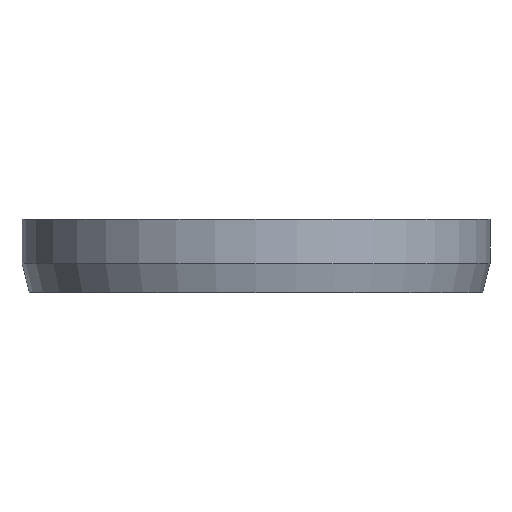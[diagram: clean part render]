
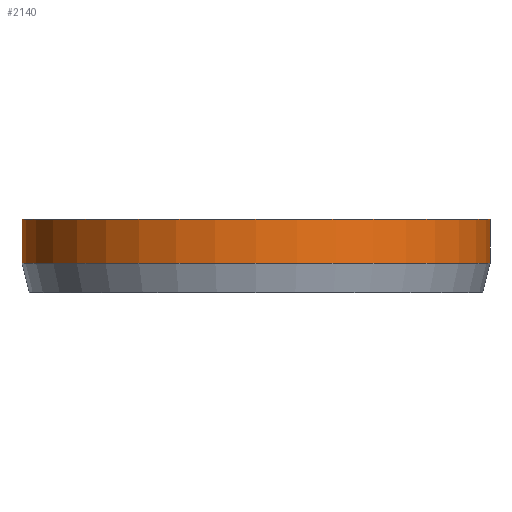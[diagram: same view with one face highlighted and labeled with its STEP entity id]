
A CAD part, front view. The second image highlights one B-rep face of the part: STEP entity #2140.
In plain terms, the highlighted cylindrical face has radius 80 mm (diameter 160 mm), a full revolution.
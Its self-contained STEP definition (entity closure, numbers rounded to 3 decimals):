
#1293 = PLANE('',#1294);
#1294 = AXIS2_PLACEMENT_3D('',#1295,#1296,#1297);
#1295 = CARTESIAN_POINT('',(0.,0.,20.));
#1296 = DIRECTION('',(0.,0.,-1.));
#1297 = DIRECTION('',(1.,0.,0.));
#1688 = EDGE_CURVE('',#1689,#1689,#1691,.T.);
#1689 = VERTEX_POINT('',#1690);
#1690 = CARTESIAN_POINT('',(80.,0.,20.));
#1691 = SURFACE_CURVE('',#1692,(#1697,#1704),.PCURVE_S1.);
#1692 = CIRCLE('',#1693,80.);
#1693 = AXIS2_PLACEMENT_3D('',#1694,#1695,#1696);
#1694 = CARTESIAN_POINT('',(0.,0.,20.));
#1695 = DIRECTION('',(0.,0.,-1.));
#1696 = DIRECTION('',(1.,0.,0.));
#1697 = PCURVE('',#1293,#1698);
#1698 = DEFINITIONAL_REPRESENTATION('',(#1699),#1703);
#1699 = CIRCLE('',#1700,80.);
#1700 = AXIS2_PLACEMENT_2D('',#1701,#1702);
#1701 = CARTESIAN_POINT('',(0.,0.));
#1702 = DIRECTION('',(1.,-0.));
#1703 = ( GEOMETRIC_REPRESENTATION_CONTEXT(2) 
PARAMETRIC_REPRESENTATION_CONTEXT() REPRESENTATION_CONTEXT('2D SPACE',''
  ) );
#1704 = PCURVE('',#1705,#1710);
#1705 = CYLINDRICAL_SURFACE('',#1706,80.);
#1706 = AXIS2_PLACEMENT_3D('',#1707,#1708,#1709);
#1707 = CARTESIAN_POINT('',(0.,0.,20.));
#1708 = DIRECTION('',(0.,0.,-1.));
#1709 = DIRECTION('',(1.,0.,0.));
#1710 = DEFINITIONAL_REPRESENTATION('',(#1711),#1715);
#1711 = LINE('',#1712,#1713);
#1712 = CARTESIAN_POINT('',(0.,0.));
#1713 = VECTOR('',#1714,1.);
#1714 = DIRECTION('',(1.,0.));
#1715 = ( GEOMETRIC_REPRESENTATION_CONTEXT(2) 
PARAMETRIC_REPRESENTATION_CONTEXT() REPRESENTATION_CONTEXT('2D SPACE',''
  ) );
#2140 = ADVANCED_FACE('',(#2141),#1705,.T.);
#2141 = FACE_BOUND('',#2142,.T.);
#2142 = EDGE_LOOP('',(#2143,#2144,#2167,#2194));
#2143 = ORIENTED_EDGE('',*,*,#1688,.T.);
#2144 = ORIENTED_EDGE('',*,*,#2145,.T.);
#2145 = EDGE_CURVE('',#1689,#2146,#2148,.T.);
#2146 = VERTEX_POINT('',#2147);
#2147 = CARTESIAN_POINT('',(80.,0.,5.));
#2148 = SEAM_CURVE('',#2149,(#2153,#2160),.PCURVE_S1.);
#2149 = LINE('',#2150,#2151);
#2150 = CARTESIAN_POINT('',(80.,0.,20.));
#2151 = VECTOR('',#2152,1.);
#2152 = DIRECTION('',(0.,0.,-1.));
#2153 = PCURVE('',#1705,#2154);
#2154 = DEFINITIONAL_REPRESENTATION('',(#2155),#2159);
#2155 = LINE('',#2156,#2157);
#2156 = CARTESIAN_POINT('',(0.,0.));
#2157 = VECTOR('',#2158,1.);
#2158 = DIRECTION('',(0.,1.));
#2159 = ( GEOMETRIC_REPRESENTATION_CONTEXT(2) 
PARAMETRIC_REPRESENTATION_CONTEXT() REPRESENTATION_CONTEXT('2D SPACE',''
  ) );
#2160 = PCURVE('',#1705,#2161);
#2161 = DEFINITIONAL_REPRESENTATION('',(#2162),#2166);
#2162 = LINE('',#2163,#2164);
#2163 = CARTESIAN_POINT('',(6.283,0.));
#2164 = VECTOR('',#2165,1.);
#2165 = DIRECTION('',(0.,1.));
#2166 = ( GEOMETRIC_REPRESENTATION_CONTEXT(2) 
PARAMETRIC_REPRESENTATION_CONTEXT() REPRESENTATION_CONTEXT('2D SPACE',''
  ) );
#2167 = ORIENTED_EDGE('',*,*,#2168,.F.);
#2168 = EDGE_CURVE('',#2146,#2146,#2169,.T.);
#2169 = SURFACE_CURVE('',#2170,(#2175,#2182),.PCURVE_S1.);
#2170 = CIRCLE('',#2171,80.);
#2171 = AXIS2_PLACEMENT_3D('',#2172,#2173,#2174);
#2172 = CARTESIAN_POINT('',(0.,0.,5.));
#2173 = DIRECTION('',(0.,0.,-1.));
#2174 = DIRECTION('',(1.,0.,0.));
#2175 = PCURVE('',#1705,#2176);
#2176 = DEFINITIONAL_REPRESENTATION('',(#2177),#2181);
#2177 = LINE('',#2178,#2179);
#2178 = CARTESIAN_POINT('',(0.,15.));
#2179 = VECTOR('',#2180,1.);
#2180 = DIRECTION('',(1.,0.));
#2181 = ( GEOMETRIC_REPRESENTATION_CONTEXT(2) 
PARAMETRIC_REPRESENTATION_CONTEXT() REPRESENTATION_CONTEXT('2D SPACE',''
  ) );
#2182 = PCURVE('',#2183,#2188);
#2183 = CONICAL_SURFACE('',#2184,80.,0.245);
#2184 = AXIS2_PLACEMENT_3D('',#2185,#2186,#2187);
#2185 = CARTESIAN_POINT('',(0.,0.,5.));
#2186 = DIRECTION('',(0.,0.,1.));
#2187 = DIRECTION('',(1.,0.,0.));
#2188 = DEFINITIONAL_REPRESENTATION('',(#2189),#2193);
#2189 = LINE('',#2190,#2191);
#2190 = CARTESIAN_POINT('',(-0.,-0.));
#2191 = VECTOR('',#2192,1.);
#2192 = DIRECTION('',(-1.,-0.));
#2193 = ( GEOMETRIC_REPRESENTATION_CONTEXT(2) 
PARAMETRIC_REPRESENTATION_CONTEXT() REPRESENTATION_CONTEXT('2D SPACE',''
  ) );
#2194 = ORIENTED_EDGE('',*,*,#2145,.F.);
